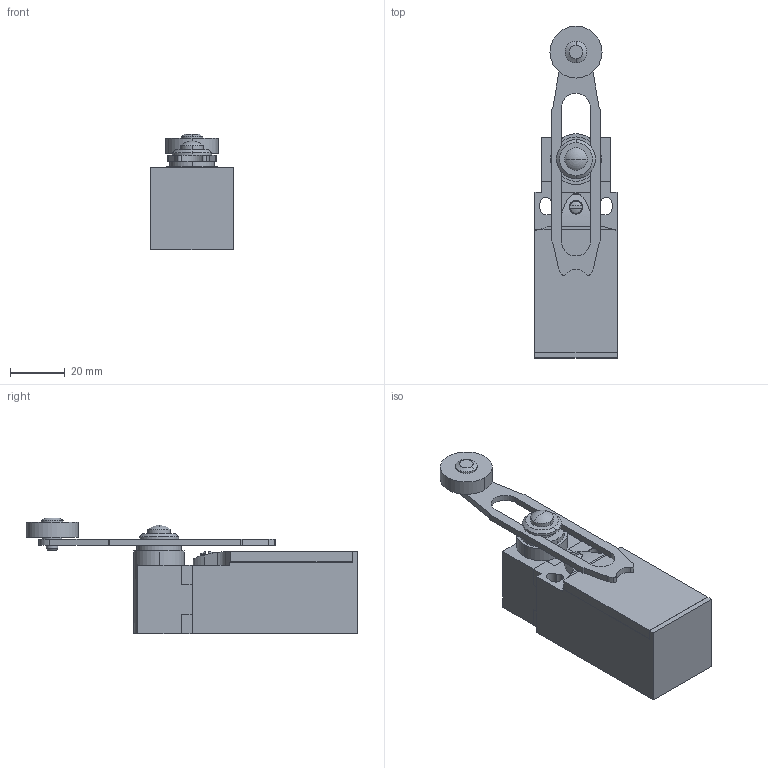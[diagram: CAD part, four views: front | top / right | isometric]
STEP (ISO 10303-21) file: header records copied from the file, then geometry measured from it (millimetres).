
FILE_DESCRIPTION(('STEP AP242'),'1');
FILE_NAME('switch_xckn2145g11_ext.stp','2019-07-17T13:33:52',('TraceParts'),('TraceParts S.A.'),'Spatial InterOp 3D',' ',' ');
FILE_SCHEMA(('AP242_MANAGED_MODEL_BASED_3D_ENGINEERING_MIM_LF {1 0 10303 442 1 1 4}'));
Length unit declared in the file: millimetre
Products named in the file (1): switch_xckn2145g11_ext_1
Bounding box: 30 x 121.2 x 42.3 mm (x, y, z)
Volume: 70151.3 mm3; surface area: 17875.4 mm2
Topology: 2 solids, 2 shells, 144 faces, 388 edges, 255 vertices
Faces by surface type: plane 83, cylinder 47, cone 8, torus 6
Entity records: 4747 total; most frequent: CARTESIAN_POINT 1058, ORIENTED_EDGE 772, DIRECTION 758, EDGE_CURVE 386, LINE 256, VECTOR 256, VERTEX_POINT 255, AXIS2_PLACEMENT_3D 251
